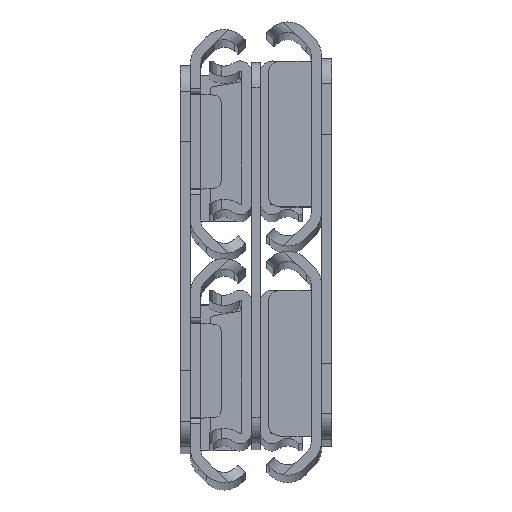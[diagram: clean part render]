
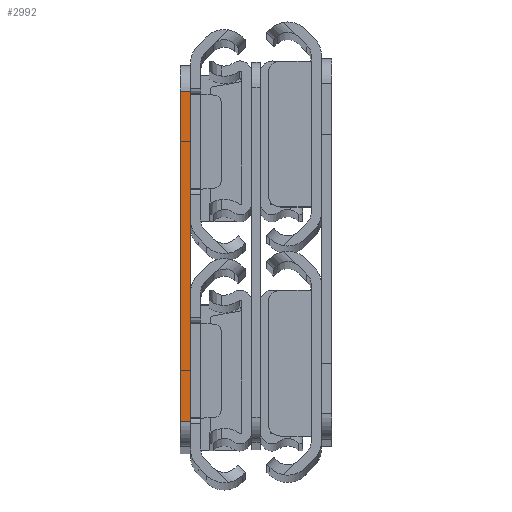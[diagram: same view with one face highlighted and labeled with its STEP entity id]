
A CAD part, top view. The second image highlights one B-rep face of the part: STEP entity #2992.
In plain terms, the highlighted planar face has unit normal (0, 0, 1).
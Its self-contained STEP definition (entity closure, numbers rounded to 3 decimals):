
#221 = ORIENTED_EDGE ( 'NONE', *, *, #3248, .T. ) ;
#334 = CARTESIAN_POINT ( 'NONE',  ( -1.6, 0., 0. ) ) ;
#467 = LINE ( 'NONE', #4142, #2782 ) ;
#688 = LINE ( 'NONE', #762, #1642 ) ;
#762 = CARTESIAN_POINT ( 'NONE',  ( -1.6, -26., 0. ) ) ;
#930 = CARTESIAN_POINT ( 'NONE',  ( 0., -26., 0. ) ) ;
#935 = ORIENTED_EDGE ( 'NONE', *, *, #5785, .T. ) ;
#942 = ORIENTED_EDGE ( 'NONE', *, *, #1743, .F. ) ;
#1136 = EDGE_LOOP ( 'NONE', ( #935, #221, #942, #4302 ) ) ;
#1152 = LINE ( 'NONE', #1459, #5043 ) ;
#1245 = CARTESIAN_POINT ( 'NONE',  ( -1.6, 26., 0. ) ) ;
#1427 = VERTEX_POINT ( 'NONE', #1245 ) ;
#1459 = CARTESIAN_POINT ( 'NONE',  ( -1.6, 0., 0. ) ) ;
#1642 = VECTOR ( 'NONE', #3131, 1000. ) ;
#1655 = VERTEX_POINT ( 'NONE', #930 ) ;
#1686 = DIRECTION ( 'NONE',  ( -1., 0., 0. ) ) ;
#1743 = EDGE_CURVE ( 'NONE', #5247, #1655, #2383, .T. ) ;
#2383 = LINE ( 'NONE', #5355, #4243 ) ;
#2782 = VECTOR ( 'NONE', #1686, 1000. ) ;
#2992 = ADVANCED_FACE ( 'NONE', ( #5833 ), #4568, .T. ) ;
#3131 = DIRECTION ( 'NONE',  ( 1., 0., 0. ) ) ;
#3248 = EDGE_CURVE ( 'NONE', #4114, #1655, #688, .T. ) ;
#3377 = EDGE_CURVE ( 'NONE', #5247, #1427, #467, .T. ) ;
#3464 = DIRECTION ( 'NONE',  ( 1., 0., 0. ) ) ;
#3801 = CARTESIAN_POINT ( 'NONE',  ( 0., 26., 0. ) ) ;
#4006 = CARTESIAN_POINT ( 'NONE',  ( -1.6, -26., 0. ) ) ;
#4114 = VERTEX_POINT ( 'NONE', #4006 ) ;
#4142 = CARTESIAN_POINT ( 'NONE',  ( -1.6, 26., 0. ) ) ;
#4243 = VECTOR ( 'NONE', #7687, 1000. ) ;
#4302 = ORIENTED_EDGE ( 'NONE', *, *, #3377, .T. ) ;
#4486 = DIRECTION ( 'NONE',  ( 0., 0., 1. ) ) ;
#4568 = PLANE ( 'NONE',  #5305 ) ;
#5043 = VECTOR ( 'NONE', #7347, 1000. ) ;
#5247 = VERTEX_POINT ( 'NONE', #3801 ) ;
#5305 = AXIS2_PLACEMENT_3D ( 'NONE', #334, #4486, #3464 ) ;
#5355 = CARTESIAN_POINT ( 'NONE',  ( 0., 0., 0. ) ) ;
#5785 = EDGE_CURVE ( 'NONE', #1427, #4114, #1152, .T. ) ;
#5833 = FACE_OUTER_BOUND ( 'NONE', #1136, .T. ) ;
#7347 = DIRECTION ( 'NONE',  ( 0., -1., 0. ) ) ;
#7687 = DIRECTION ( 'NONE',  ( 0., -1., 0. ) ) ;
